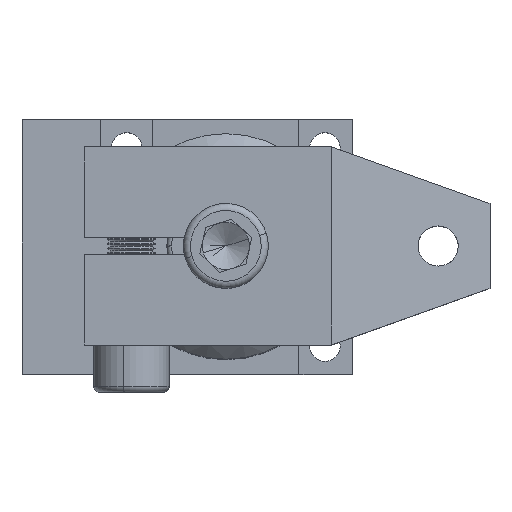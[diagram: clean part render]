
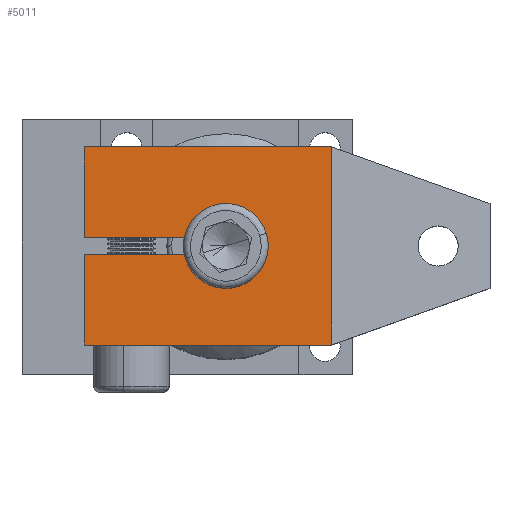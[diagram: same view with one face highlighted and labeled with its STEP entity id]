
A CAD part, top view. The second image highlights one B-rep face of the part: STEP entity #5011.
In plain terms, the highlighted face is planar.
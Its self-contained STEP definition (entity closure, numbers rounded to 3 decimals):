
#294 = EDGE_CURVE ( 'NONE', #2795, #2797, #3203, .T. ) ;
#295 = EDGE_CURVE ( 'NONE', #2797, #2811, #3204, .T. ) ;
#296 = EDGE_CURVE ( 'NONE', #2810, #2807, #3208, .T. ) ;
#297 = EDGE_CURVE ( 'NONE', #2799, #2806, #3210, .T. ) ;
#301 = EDGE_CURVE ( 'NONE', #2798, #2795, #3216, .T. ) ;
#305 = EDGE_CURVE ( 'NONE', #2798, #2799, #3217, .T. ) ;
#322 = EDGE_CURVE ( 'NONE', #2807, #2806, #3253, .T. ) ;
#1491 = AXIS2_PLACEMENT_3D ( 'NONE', #13035, #13034, #13033 ) ;
#1730 = AXIS2_PLACEMENT_3D ( 'NONE', #13615, #13620, #13621 ) ;
#2240 = EDGE_CURVE ( 'NONE', #2811, #2810, #3262, .T. ) ;
#2700 = ORIENTED_EDGE ( 'NONE', *, *, #322, .F. ) ;
#2703 = ORIENTED_EDGE ( 'NONE', *, *, #2240, .F. ) ;
#2704 = ORIENTED_EDGE ( 'NONE', *, *, #296, .F. ) ;
#2706 = ORIENTED_EDGE ( 'NONE', *, *, #305, .T. ) ;
#2707 = ORIENTED_EDGE ( 'NONE', *, *, #297, .T. ) ;
#2709 = ORIENTED_EDGE ( 'NONE', *, *, #294, .F. ) ;
#2710 = ORIENTED_EDGE ( 'NONE', *, *, #301, .F. ) ;
#2713 = ORIENTED_EDGE ( 'NONE', *, *, #295, .F. ) ;
#2795 = VERTEX_POINT ( 'NONE', #13802 ) ;
#2797 = VERTEX_POINT ( 'NONE', #13804 ) ;
#2798 = VERTEX_POINT ( 'NONE', #13805 ) ;
#2799 = VERTEX_POINT ( 'NONE', #13806 ) ;
#2806 = VERTEX_POINT ( 'NONE', #13813 ) ;
#2807 = VERTEX_POINT ( 'NONE', #13814 ) ;
#2810 = VERTEX_POINT ( 'NONE', #13817 ) ;
#2811 = VERTEX_POINT ( 'NONE', #13818 ) ;
#3203 = LINE ( 'NONE', #6124, #3207 ) ;
#3204 = LINE ( 'NONE', #6126, #3209 ) ;
#3207 = VECTOR ( 'NONE', #6118, 1000. ) ;
#3208 = LINE ( 'NONE', #6113, #3211 ) ;
#3209 = VECTOR ( 'NONE', #6114, 1000. ) ;
#3210 = LINE ( 'NONE', #6111, #3213 ) ;
#3211 = VECTOR ( 'NONE', #6112, 1000. ) ;
#3213 = VECTOR ( 'NONE', #6110, 1000. ) ;
#3216 = LINE ( 'NONE', #6103, #3220 ) ;
#3217 = LINE ( 'NONE', #13187, #3227 ) ;
#3220 = VECTOR ( 'NONE', #13230, 1000. ) ;
#3227 = VECTOR ( 'NONE', #13169, 1000. ) ;
#3253 = LINE ( 'NONE', #13212, #3257 ) ;
#3257 = VECTOR ( 'NONE', #13205, 1000. ) ;
#3262 = CIRCLE ( 'NONE', #1491, 6.25 ) ;
#5011 = ADVANCED_FACE ( 'NONE', ( #10347 ), #13618, .F. ) ;
#6103 = CARTESIAN_POINT ( 'NONE',  ( 52.412, 25., 21. ) ) ;
#6110 = DIRECTION ( 'NONE',  ( -1., 0., 0. ) ) ;
#6111 = CARTESIAN_POINT ( 'NONE',  ( 52.412, 25., -21. ) ) ;
#6112 = DIRECTION ( 'NONE',  ( -1., 0., 0. ) ) ;
#6113 = CARTESIAN_POINT ( 'NONE',  ( 0., 25., -1.75 ) ) ;
#6114 = DIRECTION ( 'NONE',  ( 1., 0., 0. ) ) ;
#6118 = DIRECTION ( 'NONE',  ( 0., 0., -1. ) ) ;
#6124 = CARTESIAN_POINT ( 'NONE',  ( 0., 25., 21. ) ) ;
#6126 = CARTESIAN_POINT ( 'NONE',  ( 0., 25., 1.75 ) ) ;
#8607 = EDGE_LOOP ( 'NONE', ( #2700, #2704, #2703, #2713, #2709, #2710, #2706, #2707 ) ) ;
#10347 = FACE_OUTER_BOUND ( 'NONE', #8607, .T. ) ;
#13033 = DIRECTION ( 'NONE',  ( -1., 0., 0. ) ) ;
#13034 = DIRECTION ( 'NONE',  ( 0., 1., 0. ) ) ;
#13035 = CARTESIAN_POINT ( 'NONE',  ( 30., 25., 0. ) ) ;
#13169 = DIRECTION ( 'NONE',  ( 0., 0., -1. ) ) ;
#13187 = CARTESIAN_POINT ( 'NONE',  ( 52.412, 25., 21. ) ) ;
#13205 = DIRECTION ( 'NONE',  ( 0., 0., -1. ) ) ;
#13212 = CARTESIAN_POINT ( 'NONE',  ( 0., 25., 21. ) ) ;
#13230 = DIRECTION ( 'NONE',  ( -1., 0., 0. ) ) ;
#13615 = CARTESIAN_POINT ( 'NONE',  ( 52.412, 25., 21. ) ) ;
#13618 = PLANE ( 'NONE',  #1730 ) ;
#13620 = DIRECTION ( 'NONE',  ( 0., -1., 0. ) ) ;
#13621 = DIRECTION ( 'NONE',  ( 1., 0., 0. ) ) ;
#13802 = CARTESIAN_POINT ( 'NONE',  ( 0., 25., 21. ) ) ;
#13804 = CARTESIAN_POINT ( 'NONE',  ( 0., 25., 1.75 ) ) ;
#13805 = CARTESIAN_POINT ( 'NONE',  ( 52.412, 25., 21. ) ) ;
#13806 = CARTESIAN_POINT ( 'NONE',  ( 52.412, 25., -21. ) ) ;
#13813 = CARTESIAN_POINT ( 'NONE',  ( 0., 25., -21. ) ) ;
#13814 = CARTESIAN_POINT ( 'NONE',  ( 0., 25., -1.75 ) ) ;
#13817 = CARTESIAN_POINT ( 'NONE',  ( 24., 25., -1.75 ) ) ;
#13818 = CARTESIAN_POINT ( 'NONE',  ( 24., 25., 1.75 ) ) ;
